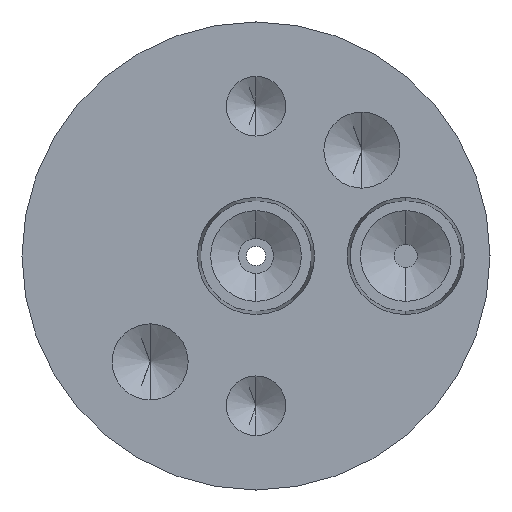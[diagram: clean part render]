
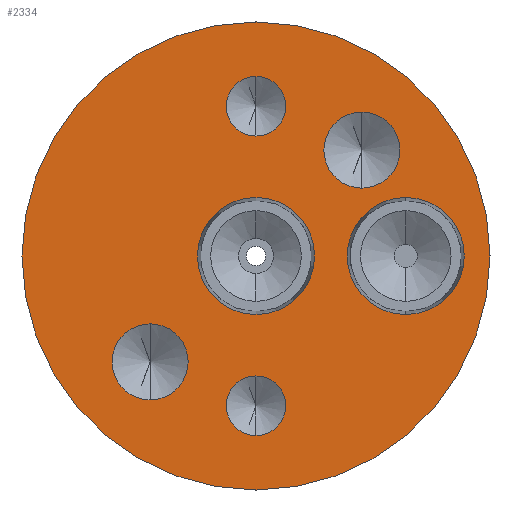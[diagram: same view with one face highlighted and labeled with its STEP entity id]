
A CAD part, front view. The second image highlights one B-rep face of the part: STEP entity #2334.
In plain terms, the highlighted planar face has unit normal (0, -1, 0).
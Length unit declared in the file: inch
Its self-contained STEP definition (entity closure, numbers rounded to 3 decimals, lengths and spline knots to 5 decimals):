
#68 = VERTEX_POINT ( 'NONE', #2438 ) ;
#87 = CIRCLE ( 'NONE', #3159, 0.0795 ) ;
#179 = ORIENTED_EDGE ( 'NONE', *, *, #1497, .F. ) ;
#215 = FACE_BOUND ( 'NONE', #754, .T. ) ;
#239 = CARTESIAN_POINT ( 'NONE',  ( 0., -0.5, 0.15625 ) ) ;
#265 = CARTESIAN_POINT ( 'NONE',  ( 0., -0.5, -0.625 ) ) ;
#380 = CARTESIAN_POINT ( 'NONE',  ( 0., -0.5, 0.4 ) ) ;
#397 = DIRECTION ( 'NONE',  ( 0., -1., 0. ) ) ;
#399 = ORIENTED_EDGE ( 'NONE', *, *, #1353, .F. ) ;
#404 = EDGE_LOOP ( 'NONE', ( #2902, #2347 ) ) ;
#456 = DIRECTION ( 'NONE',  ( 0., -1., 0. ) ) ;
#475 = EDGE_CURVE ( 'NONE', #863, #2795, #567, .T. ) ;
#482 = DIRECTION ( 'NONE',  ( 0., 0., -1. ) ) ;
#508 = CARTESIAN_POINT ( 'NONE',  ( 0.28284, -0.5, 0.38441 ) ) ;
#520 = DIRECTION ( 'NONE',  ( 0., 0., -1. ) ) ;
#561 = CIRCLE ( 'NONE', #1251, 0.625 ) ;
#563 = DIRECTION ( 'NONE',  ( 0., 0., -1. ) ) ;
#567 = CIRCLE ( 'NONE', #2455, 0.15625 ) ;
#598 = CARTESIAN_POINT ( 'NONE',  ( -0.28284, -0.5, -0.38441 ) ) ;
#627 = AXIS2_PLACEMENT_3D ( 'NONE', #2845, #1030, #482 ) ;
#634 = DIRECTION ( 'NONE',  ( 0., 1., 0. ) ) ;
#636 = VERTEX_POINT ( 'NONE', #1337 ) ;
#641 = VERTEX_POINT ( 'NONE', #1129 ) ;
#646 = CIRCLE ( 'NONE', #2494, 0.15625 ) ;
#669 = CIRCLE ( 'NONE', #789, 0.15625 ) ;
#679 = CIRCLE ( 'NONE', #627, 0.10156 ) ;
#699 = CARTESIAN_POINT ( 'NONE',  ( 0., -0.5, -0.15625 ) ) ;
#754 = EDGE_LOOP ( 'NONE', ( #1383, #3254 ) ) ;
#789 = AXIS2_PLACEMENT_3D ( 'NONE', #1135, #3239, #2481 ) ;
#820 = CIRCLE ( 'NONE', #3181, 0.15625 ) ;
#831 = ORIENTED_EDGE ( 'NONE', *, *, #2287, .F. ) ;
#845 = ORIENTED_EDGE ( 'NONE', *, *, #1086, .F. ) ;
#858 = VERTEX_POINT ( 'NONE', #1125 ) ;
#863 = VERTEX_POINT ( 'NONE', #2183 ) ;
#902 = EDGE_LOOP ( 'NONE', ( #845, #1838 ) ) ;
#919 = EDGE_LOOP ( 'NONE', ( #2593, #1662 ) ) ;
#1026 = AXIS2_PLACEMENT_3D ( 'NONE', #380, #1937, #2446 ) ;
#1030 = DIRECTION ( 'NONE',  ( 0., -1., 0. ) ) ;
#1054 = EDGE_CURVE ( 'NONE', #1657, #641, #87, .T. ) ;
#1082 = EDGE_LOOP ( 'NONE', ( #831, #179 ) ) ;
#1086 = EDGE_CURVE ( 'NONE', #2120, #2240, #679, .T. ) ;
#1108 = EDGE_CURVE ( 'NONE', #2240, #2120, #1871, .T. ) ;
#1125 = CARTESIAN_POINT ( 'NONE',  ( 0., -0.5, 0.625 ) ) ;
#1129 = CARTESIAN_POINT ( 'NONE',  ( 0., -0.5, 0.4795 ) ) ;
#1135 = CARTESIAN_POINT ( 'NONE',  ( 0., -0.5, 0. ) ) ;
#1144 = AXIS2_PLACEMENT_3D ( 'NONE', #1464, #456, #3341 ) ;
#1152 = VERTEX_POINT ( 'NONE', #598 ) ;
#1161 = DIRECTION ( 'NONE',  ( 0., 0., -1. ) ) ;
#1176 = CARTESIAN_POINT ( 'NONE',  ( 0.4, -0.5, 0. ) ) ;
#1186 = DIRECTION ( 'NONE',  ( 0., 0., 1. ) ) ;
#1201 = CARTESIAN_POINT ( 'NONE',  ( 0., -0.5, -0.4 ) ) ;
#1209 = DIRECTION ( 'NONE',  ( 0., 1., 0. ) ) ;
#1234 = DIRECTION ( 'NONE',  ( 0., -1., 0. ) ) ;
#1236 = DIRECTION ( 'NONE',  ( 0., 0., -1. ) ) ;
#1237 = CIRCLE ( 'NONE', #1026, 0.0795 ) ;
#1238 = ORIENTED_EDGE ( 'NONE', *, *, #2271, .F. ) ;
#1245 = CARTESIAN_POINT ( 'NONE',  ( 0.28284, -0.5, 0.28284 ) ) ;
#1251 = AXIS2_PLACEMENT_3D ( 'NONE', #2675, #634, #2913 ) ;
#1252 = EDGE_CURVE ( 'NONE', #2769, #1764, #669, .T. ) ;
#1303 = DIRECTION ( 'NONE',  ( 0., 0., -1. ) ) ;
#1307 = DIRECTION ( 'NONE',  ( 0., -1., 0. ) ) ;
#1330 = EDGE_LOOP ( 'NONE', ( #1238, #399 ) ) ;
#1337 = CARTESIAN_POINT ( 'NONE',  ( 0., -0.5, -0.3205 ) ) ;
#1353 = EDGE_CURVE ( 'NONE', #636, #2547, #1632, .T. ) ;
#1383 = ORIENTED_EDGE ( 'NONE', *, *, #1774, .F. ) ;
#1412 = DIRECTION ( 'NONE',  ( 0., 0., -1. ) ) ;
#1464 = CARTESIAN_POINT ( 'NONE',  ( 0., -0.5, -0.4 ) ) ;
#1497 = EDGE_CURVE ( 'NONE', #2964, #858, #561, .T. ) ;
#1632 = CIRCLE ( 'NONE', #2677, 0.0795 ) ;
#1657 = VERTEX_POINT ( 'NONE', #3389 ) ;
#1662 = ORIENTED_EDGE ( 'NONE', *, *, #2891, .F. ) ;
#1672 = DIRECTION ( 'NONE',  ( 0., -1., 0. ) ) ;
#1681 = FACE_OUTER_BOUND ( 'NONE', #1082, .T. ) ;
#1717 = FACE_BOUND ( 'NONE', #404, .T. ) ;
#1722 = AXIS2_PLACEMENT_3D ( 'NONE', #2854, #3171, #1236 ) ;
#1725 = CARTESIAN_POINT ( 'NONE',  ( 0.4, -0.5, 0.15625 ) ) ;
#1764 = VERTEX_POINT ( 'NONE', #239 ) ;
#1771 = CARTESIAN_POINT ( 'NONE',  ( -0.28284, -0.5, -0.28284 ) ) ;
#1774 = EDGE_CURVE ( 'NONE', #1152, #68, #3255, .T. ) ;
#1838 = ORIENTED_EDGE ( 'NONE', *, *, #1108, .F. ) ;
#1871 = CIRCLE ( 'NONE', #3032, 0.10156 ) ;
#1937 = DIRECTION ( 'NONE',  ( 0., -1., 0. ) ) ;
#2031 = DIRECTION ( 'NONE',  ( 0., -1., 0. ) ) ;
#2041 = FACE_BOUND ( 'NONE', #919, .T. ) ;
#2073 = DIRECTION ( 'NONE',  ( 0., -1., 0. ) ) ;
#2077 = DIRECTION ( 'NONE',  ( 0., -1., 0. ) ) ;
#2084 = CARTESIAN_POINT ( 'NONE',  ( 0., -0.5, -0.4795 ) ) ;
#2120 = VERTEX_POINT ( 'NONE', #2791 ) ;
#2148 = CIRCLE ( 'NONE', #2409, 0.625 ) ;
#2183 = CARTESIAN_POINT ( 'NONE',  ( 0.4, -0.5, -0.15625 ) ) ;
#2200 = CIRCLE ( 'NONE', #1144, 0.0795 ) ;
#2240 = VERTEX_POINT ( 'NONE', #508 ) ;
#2255 = AXIS2_PLACEMENT_3D ( 'NONE', #1771, #1307, #563 ) ;
#2271 = EDGE_CURVE ( 'NONE', #2547, #636, #2200, .T. ) ;
#2287 = EDGE_CURVE ( 'NONE', #858, #2964, #2148, .T. ) ;
#2334 = ADVANCED_FACE ( 'NONE', ( #3042, #215, #3103, #2818, #1717, #2041, #1681 ), #2775, .T. ) ;
#2347 = ORIENTED_EDGE ( 'NONE', *, *, #2941, .F. ) ;
#2394 = AXIS2_PLACEMENT_3D ( 'NONE', #2634, #2073, #2905 ) ;
#2395 = CIRCLE ( 'NONE', #1722, 0.10156 ) ;
#2409 = AXIS2_PLACEMENT_3D ( 'NONE', #2542, #1209, #1186 ) ;
#2438 = CARTESIAN_POINT ( 'NONE',  ( -0.28284, -0.5, -0.18128 ) ) ;
#2446 = DIRECTION ( 'NONE',  ( 0., 0., -1. ) ) ;
#2455 = AXIS2_PLACEMENT_3D ( 'NONE', #1176, #1672, #1412 ) ;
#2481 = DIRECTION ( 'NONE',  ( 0., 0., -1. ) ) ;
#2494 = AXIS2_PLACEMENT_3D ( 'NONE', #2553, #1234, #520 ) ;
#2542 = CARTESIAN_POINT ( 'NONE',  ( 0., -0.5, 0. ) ) ;
#2547 = VERTEX_POINT ( 'NONE', #2084 ) ;
#2548 = DIRECTION ( 'NONE',  ( 0., -1., 0. ) ) ;
#2553 = CARTESIAN_POINT ( 'NONE',  ( 0., -0.5, 0. ) ) ;
#2573 = EDGE_CURVE ( 'NONE', #68, #1152, #2395, .T. ) ;
#2593 = ORIENTED_EDGE ( 'NONE', *, *, #475, .F. ) ;
#2619 = ORIENTED_EDGE ( 'NONE', *, *, #1054, .F. ) ;
#2634 = CARTESIAN_POINT ( 'NONE',  ( -0.625, -0.5, 0. ) ) ;
#2675 = CARTESIAN_POINT ( 'NONE',  ( 0., -0.5, 0. ) ) ;
#2677 = AXIS2_PLACEMENT_3D ( 'NONE', #1201, #2031, #1303 ) ;
#2725 = CARTESIAN_POINT ( 'NONE',  ( 0.4, -0.5, 0. ) ) ;
#2769 = VERTEX_POINT ( 'NONE', #699 ) ;
#2775 = PLANE ( 'NONE',  #2394 ) ;
#2791 = CARTESIAN_POINT ( 'NONE',  ( 0.28284, -0.5, 0.18128 ) ) ;
#2795 = VERTEX_POINT ( 'NONE', #1725 ) ;
#2818 = FACE_BOUND ( 'NONE', #1330, .T. ) ;
#2845 = CARTESIAN_POINT ( 'NONE',  ( 0.28284, -0.5, 0.28284 ) ) ;
#2854 = CARTESIAN_POINT ( 'NONE',  ( -0.28284, -0.5, -0.28284 ) ) ;
#2880 = DIRECTION ( 'NONE',  ( 0., 0., -1. ) ) ;
#2886 = EDGE_CURVE ( 'NONE', #641, #1657, #1237, .T. ) ;
#2891 = EDGE_CURVE ( 'NONE', #2795, #863, #820, .T. ) ;
#2902 = ORIENTED_EDGE ( 'NONE', *, *, #1252, .F. ) ;
#2905 = DIRECTION ( 'NONE',  ( 0., 0., -1. ) ) ;
#2913 = DIRECTION ( 'NONE',  ( 0., 0., 1. ) ) ;
#2941 = EDGE_CURVE ( 'NONE', #1764, #2769, #646, .T. ) ;
#2964 = VERTEX_POINT ( 'NONE', #265 ) ;
#3032 = AXIS2_PLACEMENT_3D ( 'NONE', #1245, #2077, #2880 ) ;
#3042 = FACE_BOUND ( 'NONE', #902, .T. ) ;
#3074 = EDGE_LOOP ( 'NONE', ( #2619, #3116 ) ) ;
#3103 = FACE_BOUND ( 'NONE', #3074, .T. ) ;
#3116 = ORIENTED_EDGE ( 'NONE', *, *, #2886, .F. ) ;
#3159 = AXIS2_PLACEMENT_3D ( 'NONE', #3368, #2548, #3387 ) ;
#3171 = DIRECTION ( 'NONE',  ( 0., -1., 0. ) ) ;
#3181 = AXIS2_PLACEMENT_3D ( 'NONE', #2725, #397, #1161 ) ;
#3239 = DIRECTION ( 'NONE',  ( 0., -1., 0. ) ) ;
#3254 = ORIENTED_EDGE ( 'NONE', *, *, #2573, .F. ) ;
#3255 = CIRCLE ( 'NONE', #2255, 0.10156 ) ;
#3341 = DIRECTION ( 'NONE',  ( 0., 0., -1. ) ) ;
#3368 = CARTESIAN_POINT ( 'NONE',  ( 0., -0.5, 0.4 ) ) ;
#3387 = DIRECTION ( 'NONE',  ( 0., 0., -1. ) ) ;
#3389 = CARTESIAN_POINT ( 'NONE',  ( 0., -0.5, 0.3205 ) ) ;
